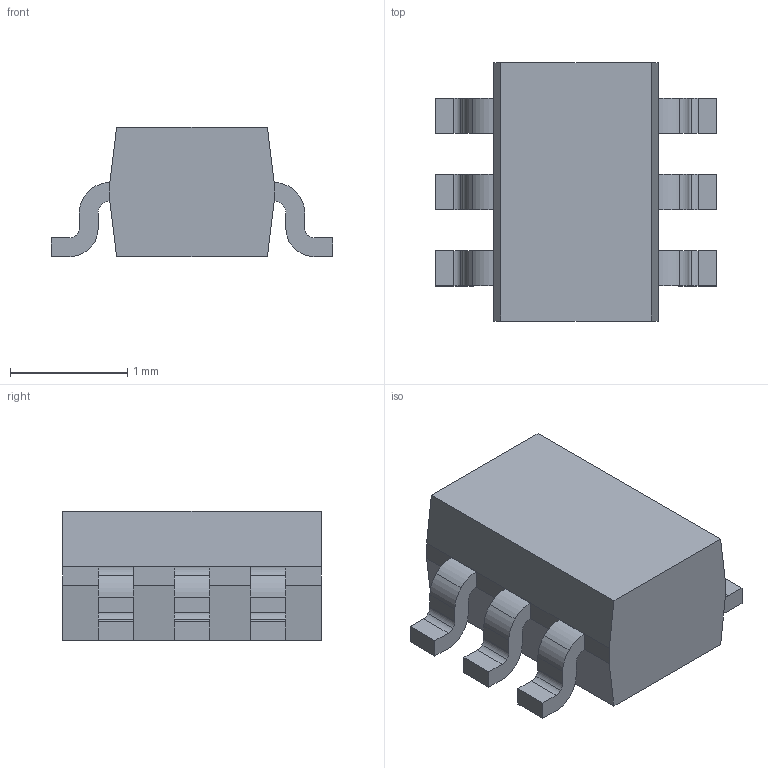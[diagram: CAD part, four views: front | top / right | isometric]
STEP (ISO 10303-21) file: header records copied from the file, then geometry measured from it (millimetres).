
FILE_DESCRIPTION((''),'2;1');
FILE_NAME('SOT65P210X110-6N.stp','2008-11-11T09:03:51',(''),(''),'Mechanical Desktop 2006','Mechanical Desktop 2006',', , ');
FILE_SCHEMA(('AUTOMOTIVE_DESIGN { 1 2 10303 214 0 1 1 1 }'));
Length unit declared in the file: millimetre
Products named in the file (1): SOT65P210X110-6N
Bounding box: 2.4 x 2.2 x 1.1 mm (x, y, z)
Volume: 3.5 mm3; surface area: 18.6 mm2
Topology: 7 solids, 7 shells, 106 faces, 276 edges, 184 vertices
Faces by surface type: bspline 48, plane 34, cylinder 24
Entity records: 3634 total; most frequent: CARTESIAN_POINT 1047, ORIENTED_EDGE 552, DIRECTION 490, EDGE_CURVE 276, VERTEX_POINT 184, VECTOR 180, LINE 180, AXIS2_PLACEMENT_3D 155
